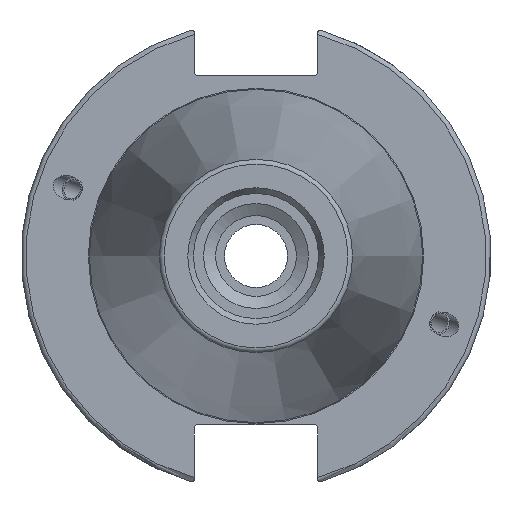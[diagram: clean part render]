
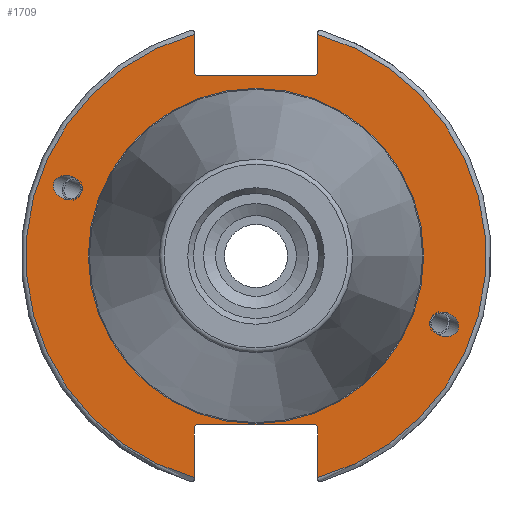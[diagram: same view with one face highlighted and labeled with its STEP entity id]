
A CAD part, left-side view. The second image highlights one B-rep face of the part: STEP entity #1709.
In plain terms, the highlighted planar face has unit normal (-1, 0, 0).
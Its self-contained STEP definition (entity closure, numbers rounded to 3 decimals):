
#61=ELLIPSE('',#1903,3.052,2.5);
#70=ELLIPSE('',#1926,3.052,2.5);
#118=FACE_BOUND('',#327,.T.);
#119=FACE_BOUND('',#328,.T.);
#120=FACE_BOUND('',#329,.T.);
#134=PLANE('',#1932);
#212=FACE_OUTER_BOUND('',#326,.T.);
#326=EDGE_LOOP('',(#1378,#1379,#1380,#1381,#1382,#1383,#1384,#1385,#1386,
#1387,#1388,#1389));
#327=EDGE_LOOP('',(#1390));
#328=EDGE_LOOP('',(#1391));
#329=EDGE_LOOP('',(#1392));
#420=LINE('',#2944,#514);
#421=LINE('',#2946,#515);
#422=LINE('',#2948,#516);
#423=LINE('',#2950,#517);
#424=LINE('',#2952,#518);
#425=LINE('',#2956,#519);
#426=LINE('',#2958,#520);
#427=LINE('',#2960,#521);
#428=LINE('',#2962,#522);
#429=LINE('',#2963,#523);
#514=VECTOR('',#2361,10.);
#515=VECTOR('',#2362,10.);
#516=VECTOR('',#2363,10.);
#517=VECTOR('',#2364,10.);
#518=VECTOR('',#2365,10.);
#519=VECTOR('',#2368,10.);
#520=VECTOR('',#2369,10.);
#521=VECTOR('',#2370,10.);
#522=VECTOR('',#2371,10.);
#523=VECTOR('',#2372,10.);
#645=CIRCLE('',#1930,35.125);
#647=CIRCLE('',#1933,48.213);
#648=CIRCLE('',#1934,48.213);
#759=VERTEX_POINT('',#2885);
#772=VERTEX_POINT('',#2928);
#775=VERTEX_POINT('',#2935);
#776=VERTEX_POINT('',#2940);
#777=VERTEX_POINT('',#2941);
#778=VERTEX_POINT('',#2943);
#779=VERTEX_POINT('',#2945);
#780=VERTEX_POINT('',#2947);
#781=VERTEX_POINT('',#2949);
#782=VERTEX_POINT('',#2951);
#783=VERTEX_POINT('',#2953);
#784=VERTEX_POINT('',#2955);
#785=VERTEX_POINT('',#2957);
#786=VERTEX_POINT('',#2959);
#787=VERTEX_POINT('',#2961);
#966=EDGE_CURVE('',#759,#759,#61,.T.);
#987=EDGE_CURVE('',#772,#772,#70,.T.);
#990=EDGE_CURVE('',#775,#775,#645,.T.);
#992=EDGE_CURVE('',#776,#777,#647,.T.);
#993=EDGE_CURVE('',#776,#778,#420,.T.);
#994=EDGE_CURVE('',#779,#778,#421,.T.);
#995=EDGE_CURVE('',#779,#780,#422,.T.);
#996=EDGE_CURVE('',#781,#780,#423,.T.);
#997=EDGE_CURVE('',#781,#782,#424,.T.);
#998=EDGE_CURVE('',#783,#782,#648,.T.);
#999=EDGE_CURVE('',#783,#784,#425,.T.);
#1000=EDGE_CURVE('',#785,#784,#426,.T.);
#1001=EDGE_CURVE('',#785,#786,#427,.T.);
#1002=EDGE_CURVE('',#787,#786,#428,.T.);
#1003=EDGE_CURVE('',#787,#777,#429,.T.);
#1378=ORIENTED_EDGE('',*,*,#992,.F.);
#1379=ORIENTED_EDGE('',*,*,#993,.T.);
#1380=ORIENTED_EDGE('',*,*,#994,.F.);
#1381=ORIENTED_EDGE('',*,*,#995,.T.);
#1382=ORIENTED_EDGE('',*,*,#996,.F.);
#1383=ORIENTED_EDGE('',*,*,#997,.T.);
#1384=ORIENTED_EDGE('',*,*,#998,.F.);
#1385=ORIENTED_EDGE('',*,*,#999,.T.);
#1386=ORIENTED_EDGE('',*,*,#1000,.F.);
#1387=ORIENTED_EDGE('',*,*,#1001,.T.);
#1388=ORIENTED_EDGE('',*,*,#1002,.F.);
#1389=ORIENTED_EDGE('',*,*,#1003,.T.);
#1390=ORIENTED_EDGE('',*,*,#966,.T.);
#1391=ORIENTED_EDGE('',*,*,#987,.T.);
#1392=ORIENTED_EDGE('',*,*,#990,.F.);
#1709=ADVANCED_FACE('',(#212,#118,#119,#120),#134,.T.);
#1903=AXIS2_PLACEMENT_3D('',#2887,#2292,#2293);
#1926=AXIS2_PLACEMENT_3D('',#2930,#2345,#2346);
#1930=AXIS2_PLACEMENT_3D('',#2937,#2353,#2354);
#1932=AXIS2_PLACEMENT_3D('',#2939,#2357,#2358);
#1933=AXIS2_PLACEMENT_3D('',#2942,#2359,#2360);
#1934=AXIS2_PLACEMENT_3D('',#2954,#2366,#2367);
#2292=DIRECTION('center_axis',(1.,0.,0.));
#2293=DIRECTION('ref_axis',(0.,-0.94,-0.342));
#2345=DIRECTION('center_axis',(1.,0.,0.));
#2346=DIRECTION('ref_axis',(0.,0.94,0.342));
#2353=DIRECTION('center_axis',(-1.,0.,0.));
#2354=DIRECTION('ref_axis',(0.,-1.,0.));
#2357=DIRECTION('center_axis',(-1.,0.,0.));
#2358=DIRECTION('ref_axis',(0.,0.,1.));
#2359=DIRECTION('center_axis',(1.,0.,0.));
#2360=DIRECTION('ref_axis',(0.,-1.,0.));
#2361=DIRECTION('',(0.,0.,-1.));
#2362=DIRECTION('',(0.,-0.707,0.707));
#2363=DIRECTION('',(0.,1.,0.));
#2364=DIRECTION('',(0.,-0.707,-0.707));
#2365=DIRECTION('',(0.,0.,1.));
#2366=DIRECTION('center_axis',(1.,0.,0.));
#2367=DIRECTION('ref_axis',(0.,1.,0.));
#2368=DIRECTION('',(0.,0.,1.));
#2369=DIRECTION('',(0.,0.707,-0.707));
#2370=DIRECTION('',(0.,-1.,0.));
#2371=DIRECTION('',(0.,0.707,0.707));
#2372=DIRECTION('',(0.,0.,-1.));
#2885=CARTESIAN_POINT('',(3.175,-36.599,-13.321));
#2887=CARTESIAN_POINT('Origin',(3.175,-39.467,-14.365));
#2928=CARTESIAN_POINT('',(3.175,36.599,13.321));
#2930=CARTESIAN_POINT('Origin',(3.175,39.467,14.365));
#2935=CARTESIAN_POINT('',(3.175,0.,35.125));
#2937=CARTESIAN_POINT('Origin',(3.175,0.,0.));
#2939=CARTESIAN_POINT('Origin',(3.175,49.213,0.));
#2940=CARTESIAN_POINT('',(3.175,-12.95,46.441));
#2941=CARTESIAN_POINT('',(3.175,-12.95,-46.441));
#2942=CARTESIAN_POINT('Origin',(3.175,0.,0.));
#2943=CARTESIAN_POINT('',(3.175,-12.95,38.219));
#2944=CARTESIAN_POINT('',(3.175,-12.95,18.86));
#2945=CARTESIAN_POINT('',(3.175,-12.45,37.719));
#2946=CARTESIAN_POINT('',(3.175,12.27,12.999));
#2947=CARTESIAN_POINT('',(3.175,12.45,37.719));
#2948=CARTESIAN_POINT('',(3.175,24.606,37.719));
#2949=CARTESIAN_POINT('',(3.175,12.95,38.219));
#2950=CARTESIAN_POINT('',(3.175,12.336,37.605));
#2951=CARTESIAN_POINT('',(3.175,12.95,46.441));
#2952=CARTESIAN_POINT('',(3.175,12.95,18.86));
#2953=CARTESIAN_POINT('',(3.175,12.95,-46.441));
#2954=CARTESIAN_POINT('Origin',(3.175,0.,0.));
#2955=CARTESIAN_POINT('',(3.175,12.95,-35.806));
#2956=CARTESIAN_POINT('',(3.175,12.95,-17.653));
#2957=CARTESIAN_POINT('',(3.175,12.45,-35.306));
#2958=CARTESIAN_POINT('',(3.175,12.939,-35.795));
#2959=CARTESIAN_POINT('',(3.175,-12.45,-35.306));
#2960=CARTESIAN_POINT('',(3.175,24.606,-35.306));
#2961=CARTESIAN_POINT('',(3.175,-12.95,-35.806));
#2962=CARTESIAN_POINT('',(3.175,11.667,-11.189));
#2963=CARTESIAN_POINT('',(3.175,-12.95,-17.653));
